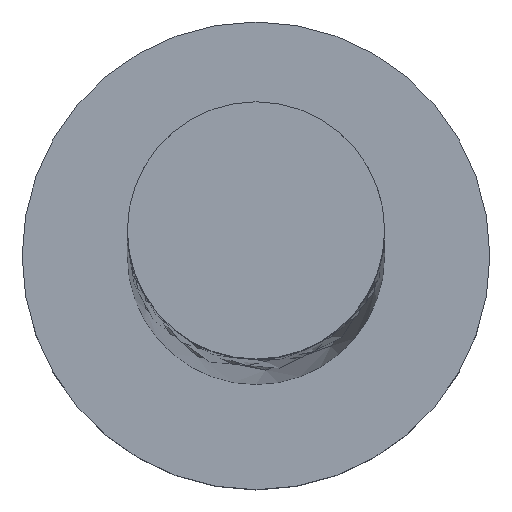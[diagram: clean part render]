
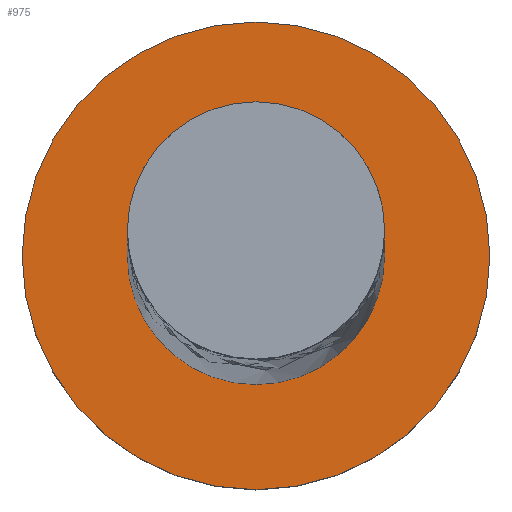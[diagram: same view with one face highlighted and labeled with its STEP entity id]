
A CAD part, top view. The second image highlights one B-rep face of the part: STEP entity #975.
In plain terms, the highlighted planar face has unit normal (0, 0, 1).
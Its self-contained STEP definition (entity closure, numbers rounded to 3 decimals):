
#53 = CARTESIAN_POINT ( 'NONE',  ( -2.75, 0., 3. ) ) ;
#194 = EDGE_CURVE ( 'NONE', #241, #947, #777, .T. ) ;
#241 = VERTEX_POINT ( 'NONE', #346 ) ;
#244 = CIRCLE ( 'NONE', #1256, 5. ) ;
#249 = FACE_OUTER_BOUND ( 'NONE', #1666, .T. ) ;
#252 = ORIENTED_EDGE ( 'NONE', *, *, #194, .F. ) ;
#317 = VERTEX_POINT ( 'NONE', #1719 ) ;
#325 = EDGE_CURVE ( 'NONE', #1225, #317, #581, .T. ) ;
#346 = CARTESIAN_POINT ( 'NONE',  ( 2.75, 0., 3. ) ) ;
#365 = DIRECTION ( 'NONE',  ( 1., 0., 0. ) ) ;
#399 = AXIS2_PLACEMENT_3D ( 'NONE', #1081, #1074, #1362 ) ;
#510 = CARTESIAN_POINT ( 'NONE',  ( 0., 0., 3. ) ) ;
#548 = CARTESIAN_POINT ( 'NONE',  ( 0., 0., 3. ) ) ;
#560 = DIRECTION ( 'NONE',  ( 1., 0., 0. ) ) ;
#581 = CIRCLE ( 'NONE', #1586, 5. ) ;
#616 = CARTESIAN_POINT ( 'NONE',  ( -5., 0., 3. ) ) ;
#665 = ORIENTED_EDGE ( 'NONE', *, *, #1310, .T. ) ;
#777 = CIRCLE ( 'NONE', #1761, 2.75 ) ;
#831 = AXIS2_PLACEMENT_3D ( 'NONE', #1012, #1715, #1587 ) ;
#936 = ORIENTED_EDGE ( 'NONE', *, *, #325, .T. ) ;
#947 = VERTEX_POINT ( 'NONE', #53 ) ;
#951 = DIRECTION ( 'NONE',  ( 1., 0., 0. ) ) ;
#975 = ADVANCED_FACE ( 'NONE', ( #1094, #249 ), #1766, .T. ) ;
#1012 = CARTESIAN_POINT ( 'NONE',  ( 0., 0., 3. ) ) ;
#1049 = DIRECTION ( 'NONE',  ( 0., 0., 1. ) ) ;
#1074 = DIRECTION ( 'NONE',  ( 0., 0., 1. ) ) ;
#1081 = CARTESIAN_POINT ( 'NONE',  ( 0., 0., 3. ) ) ;
#1094 = FACE_BOUND ( 'NONE', #1502, .T. ) ;
#1192 = ORIENTED_EDGE ( 'NONE', *, *, #1259, .F. ) ;
#1225 = VERTEX_POINT ( 'NONE', #616 ) ;
#1256 = AXIS2_PLACEMENT_3D ( 'NONE', #1696, #1279, #951 ) ;
#1259 = EDGE_CURVE ( 'NONE', #947, #241, #1612, .T. ) ;
#1279 = DIRECTION ( 'NONE',  ( 0., 0., 1. ) ) ;
#1310 = EDGE_CURVE ( 'NONE', #317, #1225, #244, .T. ) ;
#1362 = DIRECTION ( 'NONE',  ( 1., 0., 0. ) ) ;
#1502 = EDGE_LOOP ( 'NONE', ( #1192, #252 ) ) ;
#1543 = DIRECTION ( 'NONE',  ( 0., 0., 1. ) ) ;
#1586 = AXIS2_PLACEMENT_3D ( 'NONE', #510, #1049, #365 ) ;
#1587 = DIRECTION ( 'NONE',  ( 1., 0., 0. ) ) ;
#1612 = CIRCLE ( 'NONE', #831, 2.75 ) ;
#1666 = EDGE_LOOP ( 'NONE', ( #936, #665 ) ) ;
#1696 = CARTESIAN_POINT ( 'NONE',  ( 0., 0., 3. ) ) ;
#1715 = DIRECTION ( 'NONE',  ( 0., 0., 1. ) ) ;
#1719 = CARTESIAN_POINT ( 'NONE',  ( 5., 0., 3. ) ) ;
#1761 = AXIS2_PLACEMENT_3D ( 'NONE', #548, #1543, #560 ) ;
#1766 = PLANE ( 'NONE',  #399 ) ;
